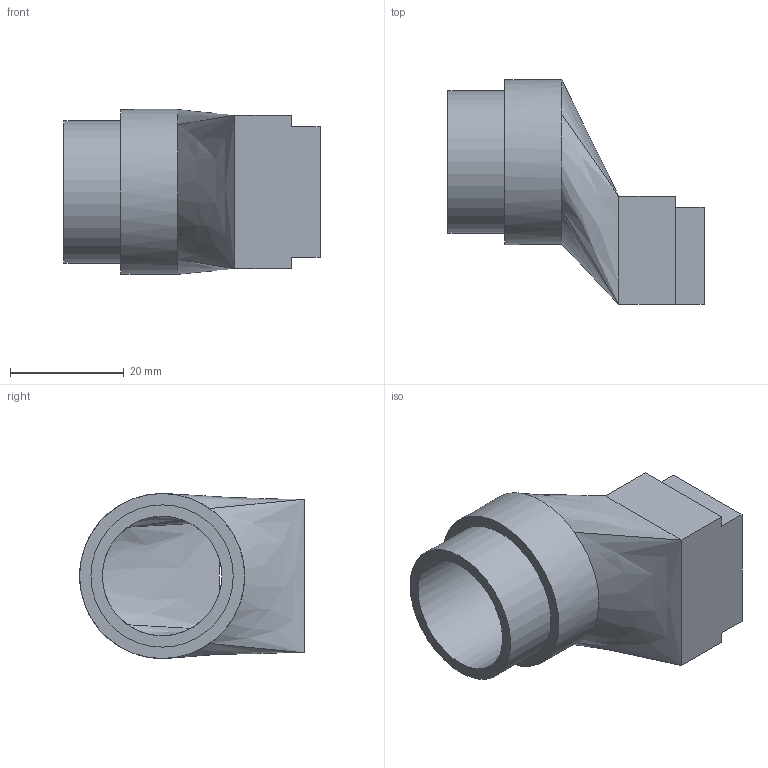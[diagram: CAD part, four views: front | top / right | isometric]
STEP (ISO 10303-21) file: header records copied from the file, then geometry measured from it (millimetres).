
FILE_DESCRIPTION(/* description */ (''),/* implementation_level */ '2;1');
FILE_NAME(/* name */ 'adapter v2.step',/* time_stamp */ '2021-06-11T10:09:58-04:00',/* author */ (''),/* organization */ (''),/* preprocessor_version */ 'ST-DEVELOPER v18.1',/* originating_system */ 'Autodesk Translation Framework v10.6.0.1341',/* authorisation */ '');
FILE_SCHEMA (('AUTOMOTIVE_DESIGN { 1 0 10303 214 3 1 1 }'));
Length unit declared in the file: millimetre
Products named in the file (1): adapter
Bounding box: 45 x 39.5 x 29 mm (x, y, z)
Volume: 10716 mm3; surface area: 8209.1 mm2
Topology: 1 solids, 1 shells, 26 faces, 73 edges, 50 vertices
Faces by surface type: plane 15, bspline 8, cylinder 3
Full cylindrical faces by diameter (mm): 21 x1, 25 x1, 29 x1
Entity records: 1052 total; most frequent: CARTESIAN_POINT 342, ORIENTED_EDGE 146, DIRECTION 129, EDGE_CURVE 73, LINE 55, VECTOR 55, VERTEX_POINT 50, AXIS2_PLACEMENT_3D 37
